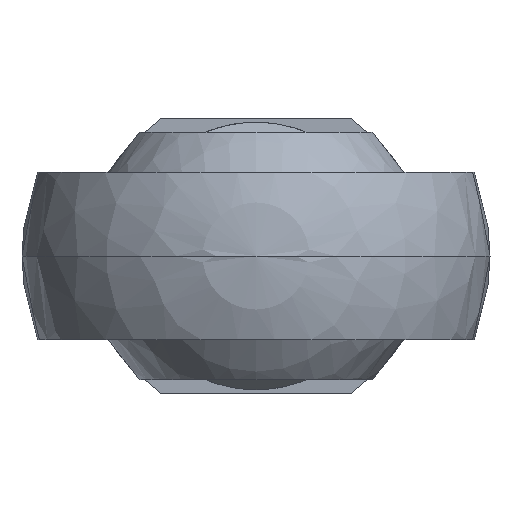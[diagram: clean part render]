
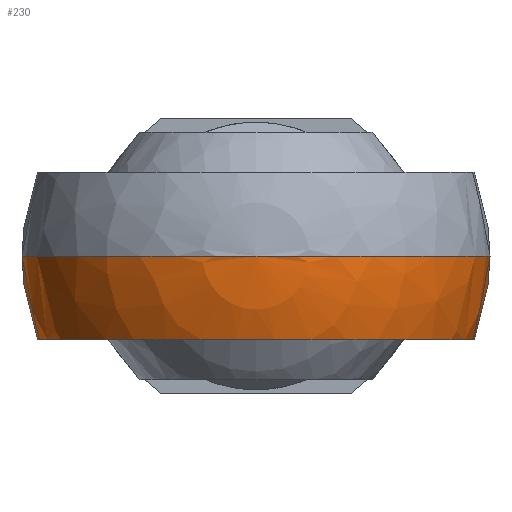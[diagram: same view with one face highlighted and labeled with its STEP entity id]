
A CAD part, left-side view. The second image highlights one B-rep face of the part: STEP entity #230.
In plain terms, the highlighted spherical face has radius 35 mm.
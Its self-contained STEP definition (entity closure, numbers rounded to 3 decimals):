
#178=CARTESIAN_POINT('',(0.,-0.,0.));
#179=DIRECTION('',(1.,0.,0.));
#180=DIRECTION('',(-0.,1.,0.));
#181=AXIS2_PLACEMENT_3D('',#178,#179,#180);
#182=SPHERICAL_SURFACE('',#181,35.);
#183=CARTESIAN_POINT('',(17.045,-30.569,-0.));
#184=VERTEX_POINT('',#183);
#185=CARTESIAN_POINT('',(-35.,-0.,0.));
#186=VERTEX_POINT('',#185);
#187=CARTESIAN_POINT('',(0.,-0.,0.));
#188=DIRECTION('',(-0.,-0.,-1.));
#189=DIRECTION('',(0.,-1.,0.));
#190=AXIS2_PLACEMENT_3D('',#187,#188,#189);
#191=CIRCLE('',#190,35.);
#192=EDGE_CURVE('',#184,#186,#191,.T.);
#193=ORIENTED_EDGE('',*,*,#192,.T.);
#194=CARTESIAN_POINT('',(17.045,30.569,-0.));
#195=VERTEX_POINT('',#194);
#196=CARTESIAN_POINT('',(0.,-0.,0.));
#197=DIRECTION('',(-0.,0.,1.));
#198=DIRECTION('',(0.,1.,0.));
#199=AXIS2_PLACEMENT_3D('',#196,#197,#198);
#200=CIRCLE('',#199,35.);
#201=EDGE_CURVE('',#195,#186,#200,.T.);
#202=ORIENTED_EDGE('',*,*,#201,.F.);
#203=CARTESIAN_POINT('',(17.045,27.897,-12.5));
#204=VERTEX_POINT('',#203);
#205=CARTESIAN_POINT('',(17.045,0.,0.));
#206=DIRECTION('',(1.,-0.,-0.));
#207=DIRECTION('',(0.,0.,1.));
#208=AXIS2_PLACEMENT_3D('',#205,#206,#207);
#209=CIRCLE('',#208,30.569);
#210=EDGE_CURVE('',#204,#195,#209,.T.);
#211=ORIENTED_EDGE('',*,*,#210,.F.);
#212=CARTESIAN_POINT('',(17.045,-27.897,-12.5));
#213=VERTEX_POINT('',#212);
#214=CARTESIAN_POINT('',(0.,-0.,-12.5));
#215=DIRECTION('',(-0.,0.,1.));
#216=DIRECTION('',(0.,-1.,0.));
#217=AXIS2_PLACEMENT_3D('',#214,#215,#216);
#218=CIRCLE('',#217,32.692);
#219=EDGE_CURVE('',#204,#213,#218,.T.);
#220=ORIENTED_EDGE('',*,*,#219,.T.);
#221=CARTESIAN_POINT('',(17.045,0.,0.));
#222=DIRECTION('',(1.,-0.,-0.));
#223=DIRECTION('',(0.,0.,1.));
#224=AXIS2_PLACEMENT_3D('',#221,#222,#223);
#225=CIRCLE('',#224,30.569);
#226=EDGE_CURVE('',#184,#213,#225,.T.);
#227=ORIENTED_EDGE('',*,*,#226,.F.);
#228=EDGE_LOOP('',(#193,#202,#211,#220,#227));
#229=FACE_BOUND('',#228,.T.);
#230=ADVANCED_FACE('',(#229),#182,.T.);
